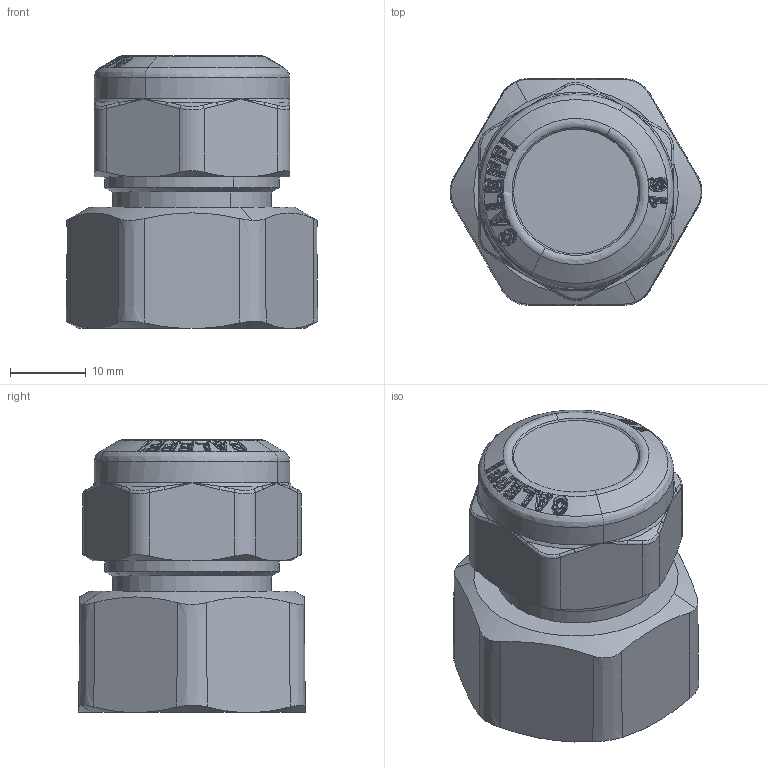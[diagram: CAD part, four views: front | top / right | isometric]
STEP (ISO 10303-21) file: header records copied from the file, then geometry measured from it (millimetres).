
FILE_DESCRIPTION(('CATIA V5 STEP Exchange','CAx-IF Rec.Pracs.--- Model Styling and Organization---1.4--- 2014-01-23','CAx-IF Rec.Pracs.---3D Tessellated Data Validation Properties---0.5---2014-09-14'),'2;1');
FILE_NAME('STEP_900516_-_TST.stp','2022-10-04T08:45:21+00:00',('none'),('none'),'CATIA Version 5-6 Release 2019 SP3','CATIA V5 STEP AP242 v1','none');
FILE_SCHEMA(('AP242_MANAGED_MODEL_BASED_3D_ENGINEERING_MIM_LF {1 0 10303 442 1 1 4}'));
Products named in the file (1): 900516 - TST
Bounding box: 33.26 x 29.9 x 36 mm (x, y, z)
Volume: 22009.7 mm3; surface area: 4897.2 mm2
Topology: 1 solids, 1 shells, 659 faces, 1567 edges, 860 vertices
Faces by surface type: bspline 533, cone 54, sphere 32, plane 16, torus 12, cylinder 12
Entity records: 43496 total; most frequent: CARTESIAN_POINT 33446, ORIENTED_EDGE 3024, EDGE_CURVE 1512, B_SPLINE_CURVE_WITH_KNOTS 1369, VERTEX_POINT 860, EDGE_LOOP 664, ADVANCED_FACE 659, FACE_OUTER_BOUND 659
